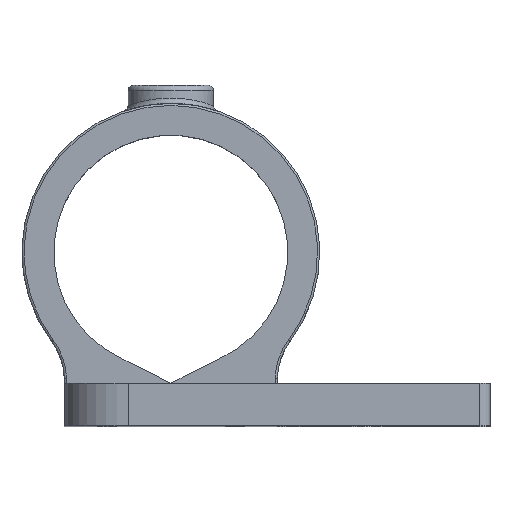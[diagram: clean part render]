
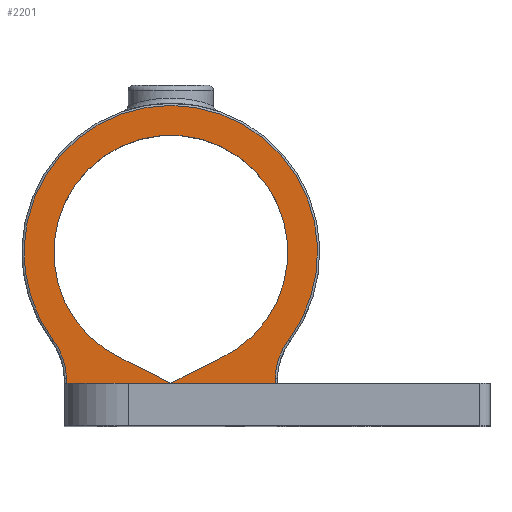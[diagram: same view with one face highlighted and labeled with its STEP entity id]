
A CAD part, top view. The second image highlights one B-rep face of the part: STEP entity #2201.
In plain terms, the highlighted planar face has unit normal (0, 0, 1).
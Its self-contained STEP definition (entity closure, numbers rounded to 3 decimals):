
#42=PLANE('',#2374);
#139=FACE_OUTER_BOUND('',#268,.T.);
#268=EDGE_LOOP('',(#1649,#1650,#1651,#1652,#1653,#1654,#1655,#1656,#1657,
#1658));
#383=CIRCLE('',#2363,6.2);
#386=CIRCLE('',#2367,13.798);
#389=CIRCLE('',#2371,6.2);
#390=CIRCLE('',#2375,11.);
#609=LINE('',#4642,#752);
#612=LINE('',#4669,#755);
#613=LINE('',#4672,#756);
#614=LINE('',#4674,#757);
#615=LINE('',#4677,#758);
#616=LINE('',#4678,#759);
#752=VECTOR('',#2688,10.);
#755=VECTOR('',#2721,10.);
#756=VECTOR('',#2724,10.);
#757=VECTOR('',#2725,10.);
#758=VECTOR('',#2728,10.);
#759=VECTOR('',#2729,10.);
#973=VERTEX_POINT('',#4638);
#975=VERTEX_POINT('',#4641);
#977=VERTEX_POINT('',#4647);
#979=VERTEX_POINT('',#4653);
#981=VERTEX_POINT('',#4659);
#983=VERTEX_POINT('',#4665);
#985=VERTEX_POINT('',#4671);
#986=VERTEX_POINT('',#4673);
#987=VERTEX_POINT('',#4675);
#1230=EDGE_CURVE('',#973,#975,#609,.T.);
#1235=EDGE_CURVE('',#975,#977,#383,.T.);
#1238=EDGE_CURVE('',#977,#979,#386,.T.);
#1241=EDGE_CURVE('',#979,#981,#389,.T.);
#1244=EDGE_CURVE('',#981,#983,#612,.T.);
#1245=EDGE_CURVE('',#985,#973,#613,.T.);
#1246=EDGE_CURVE('',#986,#985,#614,.T.);
#1247=EDGE_CURVE('',#987,#986,#390,.T.);
#1248=EDGE_CURVE('',#985,#987,#615,.T.);
#1249=EDGE_CURVE('',#983,#985,#616,.T.);
#1649=ORIENTED_EDGE('',*,*,#1244,.F.);
#1650=ORIENTED_EDGE('',*,*,#1241,.F.);
#1651=ORIENTED_EDGE('',*,*,#1238,.F.);
#1652=ORIENTED_EDGE('',*,*,#1235,.F.);
#1653=ORIENTED_EDGE('',*,*,#1230,.F.);
#1654=ORIENTED_EDGE('',*,*,#1245,.F.);
#1655=ORIENTED_EDGE('',*,*,#1246,.F.);
#1656=ORIENTED_EDGE('',*,*,#1247,.F.);
#1657=ORIENTED_EDGE('',*,*,#1248,.F.);
#1658=ORIENTED_EDGE('',*,*,#1249,.F.);
#2201=ADVANCED_FACE('',(#139),#42,.T.);
#2363=AXIS2_PLACEMENT_3D('',#4651,#2698,#2699);
#2367=AXIS2_PLACEMENT_3D('',#4657,#2706,#2707);
#2371=AXIS2_PLACEMENT_3D('',#4663,#2714,#2715);
#2374=AXIS2_PLACEMENT_3D('',#4670,#2722,#2723);
#2375=AXIS2_PLACEMENT_3D('',#4676,#2726,#2727);
#2688=DIRECTION('',(-0.026,1.,0.));
#2698=DIRECTION('center_axis',(0.,0.,1.));
#2699=DIRECTION('ref_axis',(0.945,0.328,0.));
#2706=DIRECTION('center_axis',(0.,0.,-1.));
#2707=DIRECTION('ref_axis',(0.,1.,0.));
#2714=DIRECTION('center_axis',(0.,0.,1.));
#2715=DIRECTION('ref_axis',(-0.945,0.328,0.));
#2721=DIRECTION('',(-0.026,-1.,0.));
#2722=DIRECTION('center_axis',(0.,0.,1.));
#2723=DIRECTION('ref_axis',(1.,0.,0.));
#2724=DIRECTION('',(-1.,0.,0.));
#2725=DIRECTION('',(0.894,-0.448,0.));
#2726=DIRECTION('center_axis',(0.,0.,1.));
#2727=DIRECTION('ref_axis',(0.418,-0.908,0.));
#2728=DIRECTION('',(0.894,0.448,0.));
#2729=DIRECTION('',(-1.,0.,0.));
#4638=CARTESIAN_POINT('',(0.2,3.,-6.));
#4641=CARTESIAN_POINT('',(0.188,3.479,-6.));
#4642=CARTESIAN_POINT('',(0.025,9.681,-6.));
#4647=CARTESIAN_POINT('',(-1.047,7.032,-6.));
#4651=CARTESIAN_POINT('Origin',(-6.01,3.317,-6.));
#4653=CARTESIAN_POINT('',(21.047,7.032,-6.));
#4657=CARTESIAN_POINT('Origin',(10.,15.3,-6.));
#4659=CARTESIAN_POINT('',(19.812,3.479,-6.));
#4663=CARTESIAN_POINT('Origin',(26.01,3.317,-6.));
#4665=CARTESIAN_POINT('',(19.8,3.,-6.));
#4669=CARTESIAN_POINT('',(19.969,9.444,-6.));
#4670=CARTESIAN_POINT('Origin',(10.,16.149,-6.));
#4671=CARTESIAN_POINT('',(10.,3.,-6.));
#4672=CARTESIAN_POINT('',(15.,3.,-6.));
#4673=CARTESIAN_POINT('',(5.403,5.307,-6.));
#4674=CARTESIAN_POINT('',(7.365,4.322,-6.));
#4675=CARTESIAN_POINT('',(14.597,5.307,-6.));
#4676=CARTESIAN_POINT('Origin',(10.,15.3,-6.));
#4677=CARTESIAN_POINT('',(14.934,5.476,-6.));
#4678=CARTESIAN_POINT('',(15.,3.,-6.));
